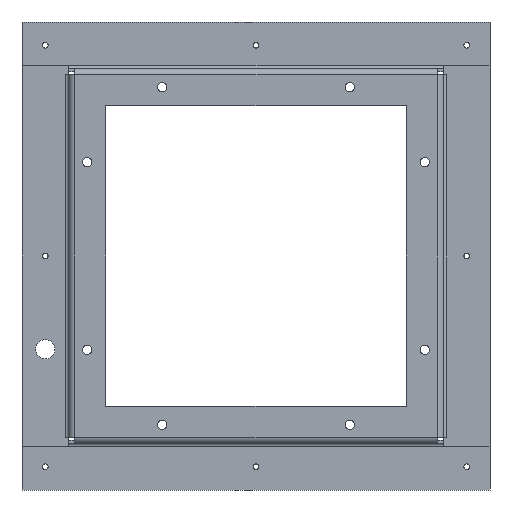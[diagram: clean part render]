
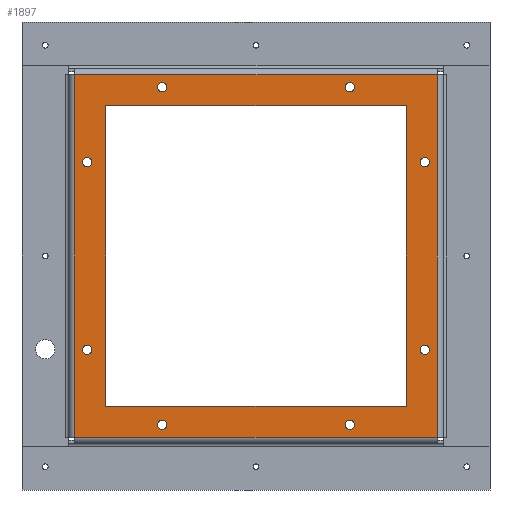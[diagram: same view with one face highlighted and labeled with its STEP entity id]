
A CAD part, front view. The second image highlights one B-rep face of the part: STEP entity #1897.
In plain terms, the highlighted planar face has unit normal (0, -1, 0).
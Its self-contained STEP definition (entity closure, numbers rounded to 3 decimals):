
#92=LINE('',#2923,#268);
#96=LINE('',#2931,#272);
#99=LINE('',#2937,#275);
#102=LINE('',#2942,#278);
#167=LINE('',#3082,#343);
#173=LINE('',#3101,#349);
#179=LINE('',#3120,#355);
#186=LINE('',#3140,#362);
#268=VECTOR('',#2362,161.);
#272=VECTOR('',#2368,161.);
#275=VECTOR('',#2373,161.);
#278=VECTOR('',#2378,161.);
#343=VECTOR('',#2527,194.65);
#349=VECTOR('',#2553,194.65);
#355=VECTOR('',#2581,194.65);
#362=VECTOR('',#2610,194.65);
#439=PLANE('',#2085);
#493=FACE_BOUND('',#750,.T.);
#494=FACE_BOUND('',#751,.T.);
#495=FACE_BOUND('',#752,.T.);
#496=FACE_BOUND('',#753,.T.);
#497=FACE_BOUND('',#754,.T.);
#498=FACE_BOUND('',#755,.T.);
#499=FACE_BOUND('',#756,.T.);
#500=FACE_BOUND('',#757,.T.);
#501=FACE_BOUND('',#758,.T.);
#502=FACE_BOUND('',#759,.T.);
#750=EDGE_LOOP('',(#1742));
#751=EDGE_LOOP('',(#1743));
#752=EDGE_LOOP('',(#1744));
#753=EDGE_LOOP('',(#1745));
#754=EDGE_LOOP('',(#1746));
#755=EDGE_LOOP('',(#1747));
#756=EDGE_LOOP('',(#1748));
#757=EDGE_LOOP('',(#1749));
#758=EDGE_LOOP('',(#1750,#1751,#1752,#1753));
#759=EDGE_LOOP('',(#1754,#1755,#1756,#1757));
#763=CIRCLE('',#1906,2.5);
#765=CIRCLE('',#1909,2.5);
#767=CIRCLE('',#1912,2.5);
#769=CIRCLE('',#1915,2.5);
#771=CIRCLE('',#1918,2.5);
#773=CIRCLE('',#1921,2.5);
#775=CIRCLE('',#1924,2.5);
#777=CIRCLE('',#1927,2.5);
#841=VERTEX_POINT('',#2643);
#843=VERTEX_POINT('',#2648);
#845=VERTEX_POINT('',#2653);
#847=VERTEX_POINT('',#2658);
#849=VERTEX_POINT('',#2663);
#851=VERTEX_POINT('',#2668);
#853=VERTEX_POINT('',#2673);
#855=VERTEX_POINT('',#2678);
#948=VERTEX_POINT('',#2921);
#949=VERTEX_POINT('',#2922);
#952=VERTEX_POINT('',#2930);
#954=VERTEX_POINT('',#2936);
#987=VERTEX_POINT('',#3079);
#988=VERTEX_POINT('',#3081);
#991=VERTEX_POINT('',#3100);
#993=VERTEX_POINT('',#3118);
#999=EDGE_CURVE('',#841,#841,#763,.T.);
#1001=EDGE_CURVE('',#843,#843,#765,.T.);
#1003=EDGE_CURVE('',#845,#845,#767,.T.);
#1005=EDGE_CURVE('',#847,#847,#769,.T.);
#1007=EDGE_CURVE('',#849,#849,#771,.T.);
#1009=EDGE_CURVE('',#851,#851,#773,.T.);
#1011=EDGE_CURVE('',#853,#853,#775,.T.);
#1013=EDGE_CURVE('',#855,#855,#777,.T.);
#1129=EDGE_CURVE('',#948,#949,#92,.T.);
#1133=EDGE_CURVE('',#952,#948,#96,.T.);
#1136=EDGE_CURVE('',#954,#952,#99,.T.);
#1139=EDGE_CURVE('',#949,#954,#102,.T.);
#1212=EDGE_CURVE('',#988,#987,#167,.T.);
#1222=EDGE_CURVE('',#991,#988,#173,.T.);
#1232=EDGE_CURVE('',#987,#993,#179,.T.);
#1243=EDGE_CURVE('',#993,#991,#186,.T.);
#1742=ORIENTED_EDGE('',*,*,#999,.T.);
#1743=ORIENTED_EDGE('',*,*,#1001,.T.);
#1744=ORIENTED_EDGE('',*,*,#1003,.T.);
#1745=ORIENTED_EDGE('',*,*,#1005,.T.);
#1746=ORIENTED_EDGE('',*,*,#1007,.T.);
#1747=ORIENTED_EDGE('',*,*,#1009,.T.);
#1748=ORIENTED_EDGE('',*,*,#1011,.T.);
#1749=ORIENTED_EDGE('',*,*,#1013,.T.);
#1750=ORIENTED_EDGE('',*,*,#1129,.T.);
#1751=ORIENTED_EDGE('',*,*,#1139,.T.);
#1752=ORIENTED_EDGE('',*,*,#1136,.T.);
#1753=ORIENTED_EDGE('',*,*,#1133,.T.);
#1754=ORIENTED_EDGE('',*,*,#1212,.T.);
#1755=ORIENTED_EDGE('',*,*,#1232,.T.);
#1756=ORIENTED_EDGE('',*,*,#1243,.T.);
#1757=ORIENTED_EDGE('',*,*,#1222,.T.);
#1897=ADVANCED_FACE('',(#493,#494,#495,#496,#497,#498,#499,#500,#501,#502),
#439,.F.);
#1906=AXIS2_PLACEMENT_3D('',#2644,#2098,#2099);
#1909=AXIS2_PLACEMENT_3D('',#2649,#2104,#2105);
#1912=AXIS2_PLACEMENT_3D('',#2654,#2110,#2111);
#1915=AXIS2_PLACEMENT_3D('',#2659,#2116,#2117);
#1918=AXIS2_PLACEMENT_3D('',#2664,#2122,#2123);
#1921=AXIS2_PLACEMENT_3D('',#2669,#2128,#2129);
#1924=AXIS2_PLACEMENT_3D('',#2674,#2134,#2135);
#1927=AXIS2_PLACEMENT_3D('',#2679,#2140,#2141);
#2085=AXIS2_PLACEMENT_3D('',#3153,#2632,#2633);
#2098=DIRECTION('center_axis',(0.,1.,0.));
#2099=DIRECTION('ref_axis',(0.,0.,-1.));
#2104=DIRECTION('center_axis',(0.,1.,0.));
#2105=DIRECTION('ref_axis',(0.,0.,-1.));
#2110=DIRECTION('center_axis',(0.,1.,0.));
#2111=DIRECTION('ref_axis',(1.,0.,0.));
#2116=DIRECTION('center_axis',(0.,1.,0.));
#2117=DIRECTION('ref_axis',(1.,0.,0.));
#2122=DIRECTION('center_axis',(0.,1.,0.));
#2123=DIRECTION('ref_axis',(0.,0.,1.));
#2128=DIRECTION('center_axis',(0.,1.,0.));
#2129=DIRECTION('ref_axis',(0.,0.,1.));
#2134=DIRECTION('center_axis',(0.,1.,0.));
#2135=DIRECTION('ref_axis',(-1.,0.,0.));
#2140=DIRECTION('center_axis',(0.,1.,0.));
#2141=DIRECTION('ref_axis',(-1.,0.,0.));
#2362=DIRECTION('',(0.,0.,1.));
#2368=DIRECTION('',(-1.,0.,0.));
#2373=DIRECTION('',(0.,0.,-1.));
#2378=DIRECTION('',(1.,0.,0.));
#2527=DIRECTION('',(0.,0.,1.));
#2553=DIRECTION('',(1.,0.,0.));
#2581=DIRECTION('',(-1.,0.,0.));
#2610=DIRECTION('',(0.,0.,-1.));
#2632=DIRECTION('center_axis',(0.,1.,0.));
#2633=DIRECTION('ref_axis',(0.,0.,1.));
#2643=CARTESIAN_POINT('',(-90.5,0.,-47.75));
#2644=CARTESIAN_POINT('Origin',(-90.5,0.,-50.25));
#2648=CARTESIAN_POINT('',(-90.5,0.,52.75));
#2649=CARTESIAN_POINT('Origin',(-90.5,0.,50.25));
#2653=CARTESIAN_POINT('',(47.75,0.,-90.5));
#2654=CARTESIAN_POINT('Origin',(50.25,0.,-90.5));
#2658=CARTESIAN_POINT('',(-52.75,0.,-90.5));
#2659=CARTESIAN_POINT('Origin',(-50.25,0.,-90.5));
#2663=CARTESIAN_POINT('',(90.5,0.,47.75));
#2664=CARTESIAN_POINT('Origin',(90.5,0.,50.25));
#2668=CARTESIAN_POINT('',(90.5,0.,-52.75));
#2669=CARTESIAN_POINT('Origin',(90.5,0.,-50.25));
#2673=CARTESIAN_POINT('',(-47.75,0.,90.5));
#2674=CARTESIAN_POINT('Origin',(-50.25,0.,90.5));
#2678=CARTESIAN_POINT('',(52.75,0.,90.5));
#2679=CARTESIAN_POINT('Origin',(50.25,0.,90.5));
#2921=CARTESIAN_POINT('',(-80.5,0.,-80.5));
#2922=CARTESIAN_POINT('',(-80.5,0.,80.5));
#2923=CARTESIAN_POINT('',(-80.5,0.,-40.25));
#2930=CARTESIAN_POINT('',(80.5,0.,-80.5));
#2931=CARTESIAN_POINT('',(40.25,0.,-80.5));
#2936=CARTESIAN_POINT('',(80.5,0.,80.5));
#2937=CARTESIAN_POINT('',(80.5,0.,40.25));
#2942=CARTESIAN_POINT('',(-40.25,0.,80.5));
#3079=CARTESIAN_POINT('',(97.325,0.,97.325));
#3081=CARTESIAN_POINT('',(97.325,0.,-97.325));
#3082=CARTESIAN_POINT('',(97.325,0.,-48.663));
#3100=CARTESIAN_POINT('',(-97.325,0.,-97.325));
#3101=CARTESIAN_POINT('',(-48.663,0.,-97.325));
#3118=CARTESIAN_POINT('',(-97.325,0.,97.325));
#3120=CARTESIAN_POINT('',(48.663,0.,97.325));
#3140=CARTESIAN_POINT('',(-97.325,0.,48.663));
#3153=CARTESIAN_POINT('Origin',(0.,0.,0.));
